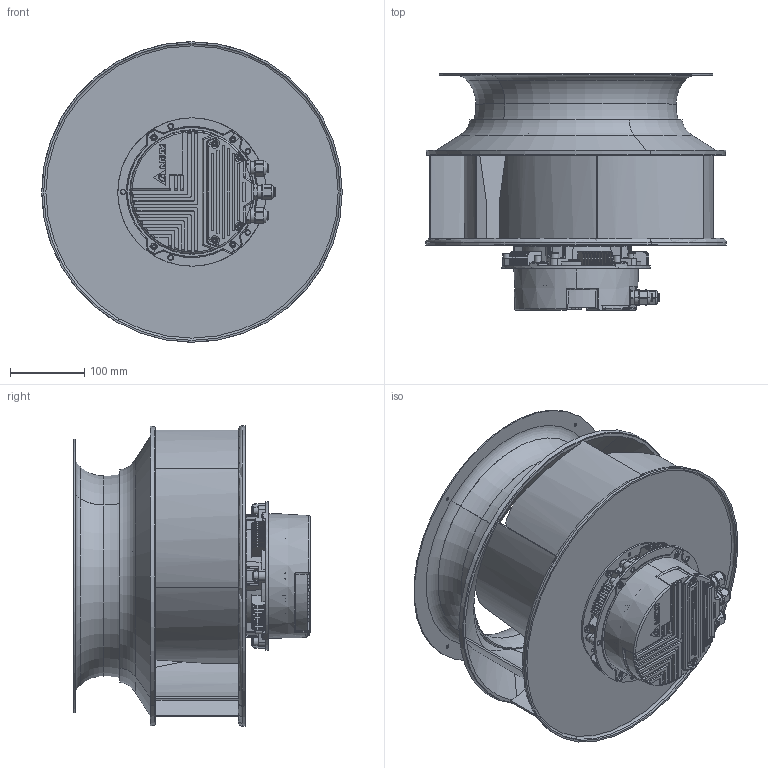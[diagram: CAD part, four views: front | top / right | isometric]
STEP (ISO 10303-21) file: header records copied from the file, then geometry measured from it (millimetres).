
FILE_DESCRIPTION((''),'2;1');
FILE_NAME('GTB040PXD26R_N1_ASM','2017-11-06T',('CHESTER.YAN'),(''),'CREO PARAMETRIC BY PTC INC, 2015080','CREO PARAMETRIC BY PTC INC, 2015080','');
FILE_SCHEMA(('CONFIG_CONTROL_DESIGN'));
Products named in the file (10): _OD116_MOTOR_1_1_2_3_4_1_1_1; _OD116_MOTOR_1_1_2_3_4_2_1_1; _OD116_MOTOR_1_1_2_3_4_3_1_1; _OD116_MOTOR_1_1_2_3_4_4_1_1; _OD116_MOTOR_1_1_2_3_4_ASM_1_1_ASM; OD116_MOTOR_ASM_1_1_2_ASM_1_1_ASM; PRT0007_1_1; 040_26R_NOZZLE_1; ASM0007_ASM_1_1_ASM; GTB040PXD26R_N1_ASM
Assembly tree (9 placements, depth 5):
  GTB040PXD26R_N1_ASM
    ASM0007_ASM_1_1_ASM
      OD116_MOTOR_ASM_1_1_2_ASM_1_1_ASM
        _OD116_MOTOR_1_1_2_3_4_ASM_1_1_ASM
          _OD116_MOTOR_1_1_2_3_4_1_1_1
          _OD116_MOTOR_1_1_2_3_4_2_1_1
          _OD116_MOTOR_1_1_2_3_4_3_1_1
          _OD116_MOTOR_1_1_2_3_4_4_1_1
      PRT0007_1_1
      040_26R_NOZZLE_1
Bounding box: 405 x 318.3 x 405 mm (x, y, z)
Volume: 2400369 mm3; surface area: 1318658.2 mm2
Topology: 6 solids, 27 shells, 3376 faces, 9509 edges, 6126 vertices
Faces by surface type: cylinder 1217, plane 1123, torus 512, bspline 278, cone 117, sphere 97, extrusion 32
Entity records: 142561 total; most frequent: CARTESIAN_POINT 58677, ORIENTED_EDGE 18480, DIRECTION 16593, EDGE_CURVE 9414, AXIS2_PLACEMENT_3D 6701, VERTEX_POINT 6126, CIRCLE 3607, EDGE_LOOP 3525
